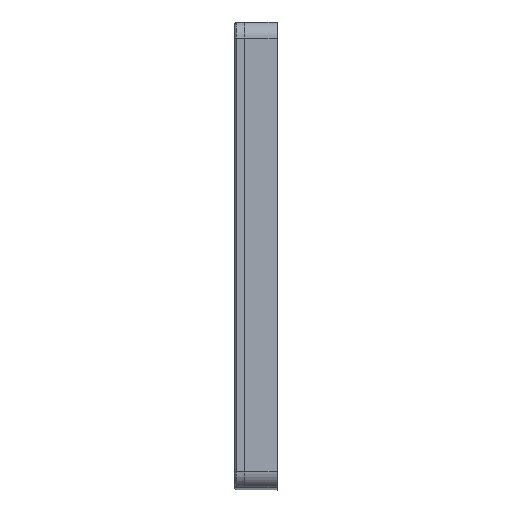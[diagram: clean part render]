
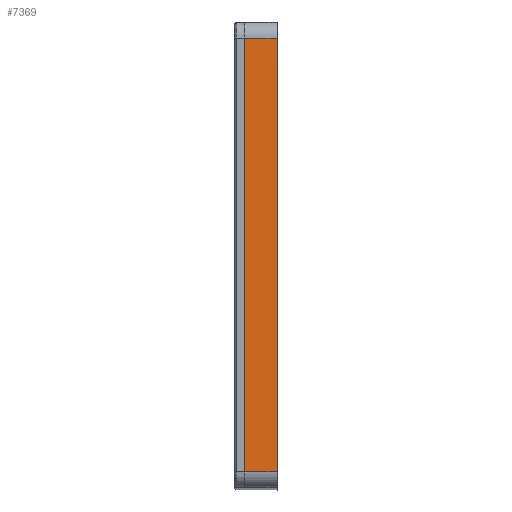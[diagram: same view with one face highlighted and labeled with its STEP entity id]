
A CAD part, top view. The second image highlights one B-rep face of the part: STEP entity #7369.
In plain terms, the highlighted face is planar.
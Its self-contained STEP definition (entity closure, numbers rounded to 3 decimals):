
#303 = FACE_OUTER_BOUND ( 'NONE', #6390, .T. ) ;
#351 = LINE ( 'NONE', #2955, #5141 ) ;
#888 = VERTEX_POINT ( 'NONE', #7330 ) ;
#1168 = LINE ( 'NONE', #4985, #3958 ) ;
#1227 = LINE ( 'NONE', #4538, #1414 ) ;
#1414 = VECTOR ( 'NONE', #3212, 1000. ) ;
#1483 = VERTEX_POINT ( 'NONE', #3681 ) ;
#1489 = EDGE_CURVE ( 'NONE', #1483, #3891, #1168, .T. ) ;
#1867 = ORIENTED_EDGE ( 'NONE', *, *, #7818, .T. ) ;
#2116 = EDGE_CURVE ( 'NONE', #888, #5116, #351, .T. ) ;
#2525 = LINE ( 'NONE', #5749, #5963 ) ;
#2743 = AXIS2_PLACEMENT_3D ( 'NONE', #5353, #7339, #6095 ) ;
#2866 = PLANE ( 'NONE',  #2743 ) ;
#2955 = CARTESIAN_POINT ( 'NONE',  ( -40., 78.5, -1.8 ) ) ;
#3212 = DIRECTION ( 'NONE',  ( 0., 0., 1. ) ) ;
#3437 = ORIENTED_EDGE ( 'NONE', *, *, #1489, .F. ) ;
#3681 = CARTESIAN_POINT ( 'NONE',  ( -40., 78.5, -7.8 ) ) ;
#3874 = CARTESIAN_POINT ( 'NONE',  ( 40., 78.5, -1.8 ) ) ;
#3891 = VERTEX_POINT ( 'NONE', #6952 ) ;
#3958 = VECTOR ( 'NONE', #6898, 1000. ) ;
#4538 = CARTESIAN_POINT ( 'NONE',  ( -40., 78.5, -251.48 ) ) ;
#4985 = CARTESIAN_POINT ( 'NONE',  ( -40., 78.5, -7.8 ) ) ;
#5026 = ORIENTED_EDGE ( 'NONE', *, *, #8245, .F. ) ;
#5116 = VERTEX_POINT ( 'NONE', #3874 ) ;
#5141 = VECTOR ( 'NONE', #7506, 1000. ) ;
#5353 = CARTESIAN_POINT ( 'NONE',  ( -40., 78.5, -251.48 ) ) ;
#5749 = CARTESIAN_POINT ( 'NONE',  ( 40., 78.5, -251.48 ) ) ;
#5963 = VECTOR ( 'NONE', #7578, 1000. ) ;
#6095 = DIRECTION ( 'NONE',  ( 1., 0., 0. ) ) ;
#6390 = EDGE_LOOP ( 'NONE', ( #5026, #3437, #1867, #8269 ) ) ;
#6898 = DIRECTION ( 'NONE',  ( 1., 0., 0. ) ) ;
#6952 = CARTESIAN_POINT ( 'NONE',  ( 40., 78.5, -7.8 ) ) ;
#7330 = CARTESIAN_POINT ( 'NONE',  ( -40., 78.5, -1.8 ) ) ;
#7339 = DIRECTION ( 'NONE',  ( 0., -1., 0. ) ) ;
#7369 = ADVANCED_FACE ( 'NONE', ( #303 ), #2866, .F. ) ;
#7506 = DIRECTION ( 'NONE',  ( 1., 0., 0. ) ) ;
#7578 = DIRECTION ( 'NONE',  ( 0., 0., 1. ) ) ;
#7818 = EDGE_CURVE ( 'NONE', #1483, #888, #1227, .T. ) ;
#8245 = EDGE_CURVE ( 'NONE', #3891, #5116, #2525, .T. ) ;
#8269 = ORIENTED_EDGE ( 'NONE', *, *, #2116, .T. ) ;
